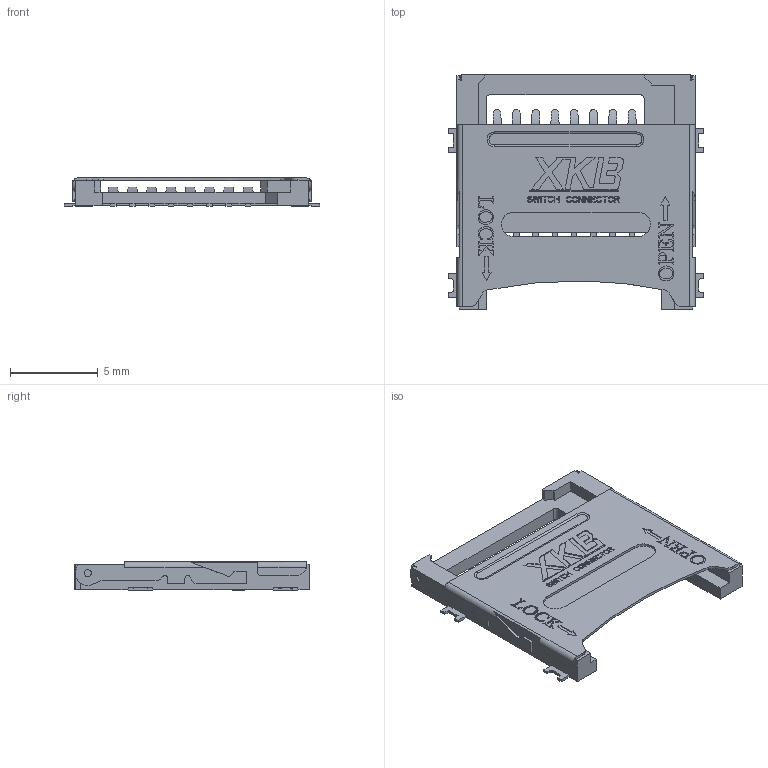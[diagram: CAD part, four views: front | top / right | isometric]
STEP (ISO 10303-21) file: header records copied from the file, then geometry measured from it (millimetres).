
FILE_DESCRIPTION((''),'2;1');
FILE_NAME('XKTF-1307-16','2020-05-21T',('cwg'),(''),'PRO/ENGINEER BY PARAMETRIC TECHNOLOGY CORPORATION, 2010280','PRO/ENGINEER BY PARAMETRIC TECHNOLOGY CORPORATION, 2010280','');
FILE_SCHEMA(('CONFIG_CONTROL_DESIGN'));
Length unit declared in the file: millimetre
Products named in the file (1): XKTF-1307-16
Bounding box: 14.6 x 13.4 x 1.62 mm (x, y, z)
Volume: 110.7 mm3; surface area: 560.3 mm2
Topology: 1 solids, 1 shells, 1072 faces, 3035 edges, 2008 vertices
Faces by surface type: plane 963, cylinder 72, extrusion 35, bspline 2
Entity records: 34953 total; most frequent: CARTESIAN_POINT 7371, ORIENTED_EDGE 6070, DIRECTION 5042, EDGE_CURVE 3035, VECTOR 2812, LINE 2777, VERTEX_POINT 2008, EDGE_LOOP 1121
